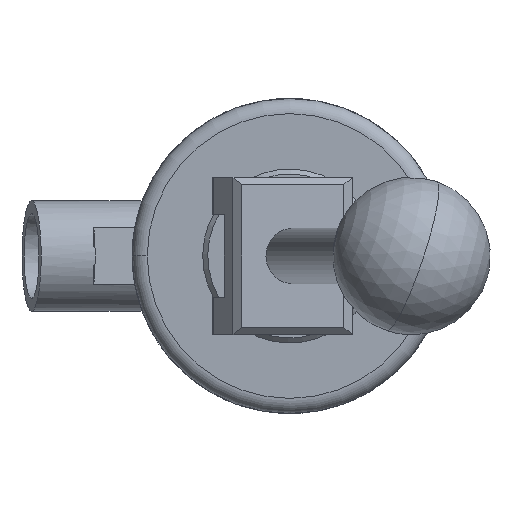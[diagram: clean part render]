
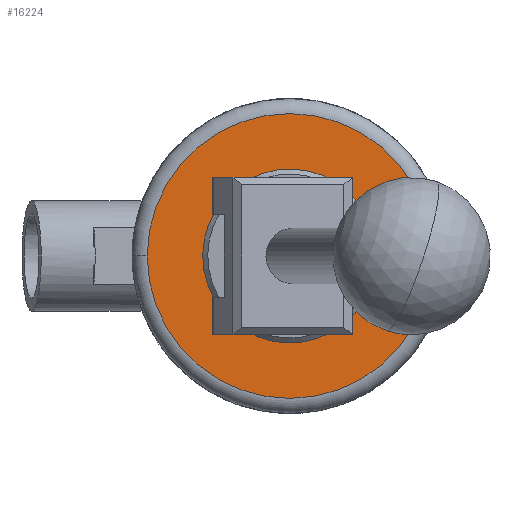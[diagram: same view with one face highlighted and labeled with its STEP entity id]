
A CAD part, front view. The second image highlights one B-rep face of the part: STEP entity #16224.
In plain terms, the highlighted planar face has unit normal (0, -1, 0).
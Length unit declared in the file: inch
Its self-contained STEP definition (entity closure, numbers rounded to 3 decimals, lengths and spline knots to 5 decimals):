
#96 = CARTESIAN_POINT ( 'NONE',  ( 0., 0., 0. ) ) ;
#137 = EDGE_LOOP ( 'NONE', ( #11387, #7125 ) ) ;
#219 = DIRECTION ( 'NONE',  ( 0., -1., 0. ) ) ;
#449 = CIRCLE ( 'NONE', #3618, 1.13 ) ;
#1542 = CARTESIAN_POINT ( 'NONE',  ( 0.348, 0., 0. ) ) ;
#2156 = VERTEX_POINT ( 'NONE', #18758 ) ;
#2243 = CARTESIAN_POINT ( 'NONE',  ( 0., 0., -0.348 ) ) ;
#2378 = DIRECTION ( 'NONE',  ( 1., 0., 0. ) ) ;
#2498 = AXIS2_PLACEMENT_3D ( 'NONE', #13360, #11494, #11259 ) ;
#2756 = AXIS2_PLACEMENT_3D ( 'NONE', #23068, #19038, #7967 ) ;
#3232 = EDGE_LOOP ( 'NONE', ( #12335, #13844 ) ) ;
#3618 = AXIS2_PLACEMENT_3D ( 'NONE', #10724, #22022, #8882 ) ;
#3746 = PLANE ( 'NONE',  #9291 ) ;
#4090 = FACE_BOUND ( 'NONE', #3232, .T. ) ;
#6159 = CIRCLE ( 'NONE', #19961, 0.348 ) ;
#6741 = CARTESIAN_POINT ( 'NONE',  ( -1.13, 0., 0. ) ) ;
#7125 = ORIENTED_EDGE ( 'NONE', *, *, #20857, .T. ) ;
#7967 = DIRECTION ( 'NONE',  ( 1., 0., 0. ) ) ;
#8085 = EDGE_CURVE ( 'NONE', #24393, #2156, #6159, .T. ) ;
#8283 = VERTEX_POINT ( 'NONE', #6741 ) ;
#8882 = DIRECTION ( 'NONE',  ( 1., 0., 0. ) ) ;
#9291 = AXIS2_PLACEMENT_3D ( 'NONE', #2243, #9494, #2378 ) ;
#9494 = DIRECTION ( 'NONE',  ( 0., -1., 0. ) ) ;
#10206 = CIRCLE ( 'NONE', #2756, 0.348 ) ;
#10386 = EDGE_CURVE ( 'NONE', #19184, #8283, #449, .T. ) ;
#10435 = CARTESIAN_POINT ( 'NONE',  ( 1.13, 0., 0. ) ) ;
#10724 = CARTESIAN_POINT ( 'NONE',  ( 0., 0., 0. ) ) ;
#11259 = DIRECTION ( 'NONE',  ( 1., 0., 0. ) ) ;
#11387 = ORIENTED_EDGE ( 'NONE', *, *, #10386, .T. ) ;
#11494 = DIRECTION ( 'NONE',  ( 0., -1., 0. ) ) ;
#12290 = CIRCLE ( 'NONE', #2498, 1.13 ) ;
#12335 = ORIENTED_EDGE ( 'NONE', *, *, #8085, .F. ) ;
#12937 = EDGE_CURVE ( 'NONE', #2156, #24393, #10206, .T. ) ;
#13360 = CARTESIAN_POINT ( 'NONE',  ( 0., 0., 0. ) ) ;
#13844 = ORIENTED_EDGE ( 'NONE', *, *, #12937, .F. ) ;
#15370 = FACE_OUTER_BOUND ( 'NONE', #137, .T. ) ;
#16224 = ADVANCED_FACE ( 'NONE', ( #15370, #4090 ), #3746, .T. ) ;
#18758 = CARTESIAN_POINT ( 'NONE',  ( -0.348, 0., 0. ) ) ;
#19038 = DIRECTION ( 'NONE',  ( 0., -1., 0. ) ) ;
#19184 = VERTEX_POINT ( 'NONE', #10435 ) ;
#19961 = AXIS2_PLACEMENT_3D ( 'NONE', #96, #219, #20475 ) ;
#20475 = DIRECTION ( 'NONE',  ( 1., 0., 0. ) ) ;
#20857 = EDGE_CURVE ( 'NONE', #8283, #19184, #12290, .T. ) ;
#22022 = DIRECTION ( 'NONE',  ( 0., -1., 0. ) ) ;
#23068 = CARTESIAN_POINT ( 'NONE',  ( 0., 0., 0. ) ) ;
#24393 = VERTEX_POINT ( 'NONE', #1542 ) ;
